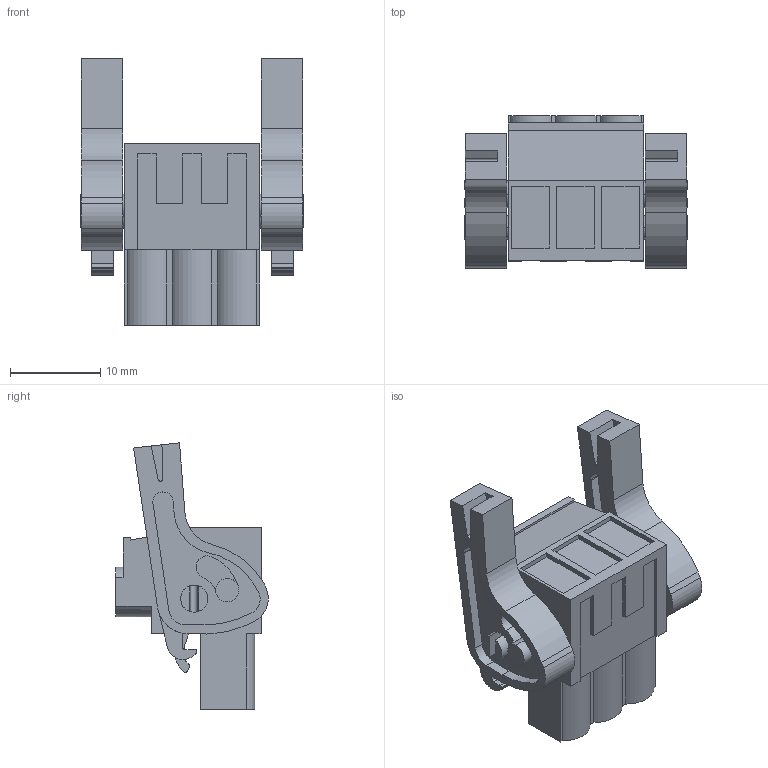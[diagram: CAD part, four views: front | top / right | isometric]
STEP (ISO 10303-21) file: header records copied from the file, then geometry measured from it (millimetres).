
FILE_DESCRIPTION(('CATIA V5 STEP Exchange','CAx-IF Rec.Pracs.--- Model Styling and Organization---1.2---2011-12-15'),'2;1');
FILE_NAME ('D1460392_0_1956590000_1956590000.stp','2017-05-02T11:58:09+00:00',('none'),('Weidmueller'),'CATIA Version 5-6 Release 2014','CATIA V5 STEP AP214','none');
FILE_SCHEMA(('AUTOMOTIVE_DESIGN { 1 0 10303 214 1 1 1 1 }'));
Length unit declared in the file: millimetre
Products named in the file (1): 1956590000
Bounding box: 24.7 x 16.89 x 29.52 mm (x, y, z)
Volume: 4141.2 mm3; surface area: 3717.8 mm2
Topology: 6 solids, 6 shells, 356 faces, 972 edges, 650 vertices
Faces by surface type: plane 243, cylinder 111, extrusion 2
Entity records: 11316 total; most frequent: CARTESIAN_POINT 2248, ORIENTED_EDGE 1944, DIRECTION 1516, EDGE_CURVE 972, VECTOR 714, LINE 712, VERTEX_POINT 650, AXIS2_PLACEMENT_3D 507
